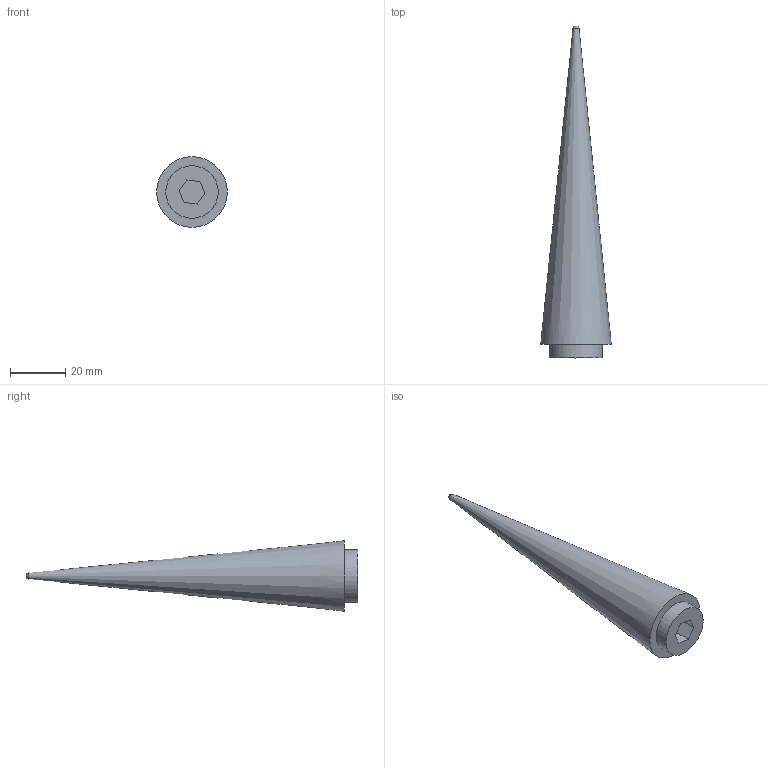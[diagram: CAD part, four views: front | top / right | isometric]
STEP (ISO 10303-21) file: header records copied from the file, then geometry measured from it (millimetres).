
FILE_DESCRIPTION(/* description */ (''),/* implementation_level */ '2;1');
FILE_NAME(/* name */ 'black brant nose cone tip v11.step',/* time_stamp */ '2022-04-27T19:07:33+01:00',/* author */ (''),/* organization */ (''),/* preprocessor_version */ 'ST-DEVELOPER v18.1',/* originating_system */ 'Autodesk Translation Framework v10.14.0.1471',/* authorisation */ '');
FILE_SCHEMA (('AUTOMOTIVE_DESIGN { 1 0 10303 214 3 1 1 }'));
Length unit declared in the file: millimetre
Products named in the file (1): black brant nose cone tip
Bounding box: 25.5 x 120 x 25.5 mm (x, y, z)
Volume: 22067.4 mm3; surface area: 6087.4 mm2
Topology: 1 solids, 1 shells, 13 faces, 27 edges, 18 vertices
Faces by surface type: plane 10, cylinder 1, bspline 1, cone 1
Full cylindrical faces by diameter (mm): 19 x1
Entity records: 403 total; most frequent: CARTESIAN_POINT 85, DIRECTION 60, ORIENTED_EDGE 54, EDGE_CURVE 27, LINE 20, VECTOR 20, AXIS2_PLACEMENT_3D 20, VERTEX_POINT 18
